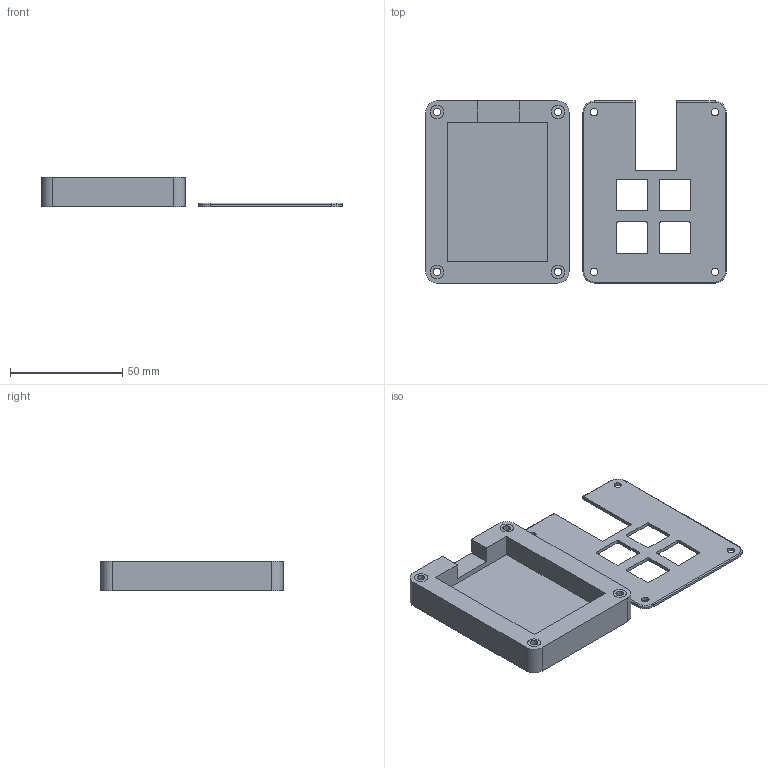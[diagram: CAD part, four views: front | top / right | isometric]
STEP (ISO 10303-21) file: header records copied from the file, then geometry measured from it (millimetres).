
FILE_DESCRIPTION(/* description */ (''),/* implementation_level */ '2;1');
FILE_NAME(/* name */ 'MacropadCaseAndPlate.step',/* time_stamp */ '2026-01-02T18:37:48-06:00',/* author */ (''),/* organization */ (''),/* preprocessor_version */ 'ST-DEVELOPER v20.1',/* originating_system */ 'Autodesk Translation Framework v14.21.0.0',/* authorisation */ '');
FILE_SCHEMA (('AUTOMOTIVE_DESIGN { 1 0 10303 214 3 1 1 }'));
Length unit declared in the file: millimetre
Products named in the file (2): 2026-01-02-02-19-46-099; 2026-01-02-02-23-08-239
Assembly tree (1 placements, depth 2):
  2026-01-02-02-19-46-099
    2026-01-02-02-23-08-239
Bounding box: 134.11 x 81.3 x 13 mm (x, y, z)
Volume: 42966.7 mm3; surface area: 26570.1 mm2
Topology: 6 solids, 6 shells, 507 faces, 1411 edges, 938 vertices
Faces by surface type: bspline 283, plane 175, cylinder 45, torus 4
Full cylindrical faces by diameter (mm): 3.4 x8, 6 x8
Entity records: 18917 total; most frequent: CARTESIAN_POINT 7670, ORIENTED_EDGE 2822, EDGE_CURVE 1411, DIRECTION 1393, VERTEX_POINT 938, LINE 751, VECTOR 751, B_SPLINE_CURVE_WITH_KNOTS 566
